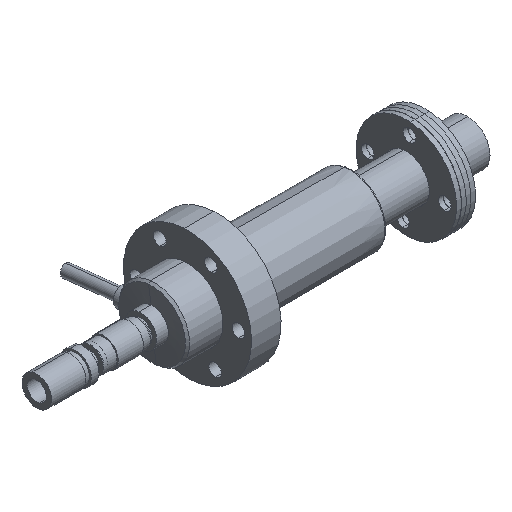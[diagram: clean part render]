
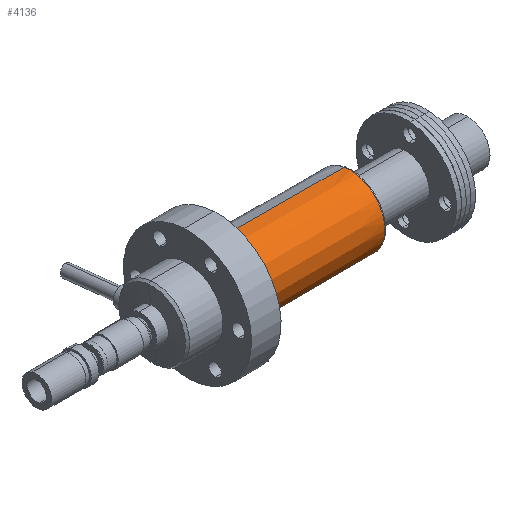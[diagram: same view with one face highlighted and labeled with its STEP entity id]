
A CAD part, isometric view. The second image highlights one B-rep face of the part: STEP entity #4136.
In plain terms, the highlighted conical face has half-angle 0.24 degrees and reference radius 110.755 mm.
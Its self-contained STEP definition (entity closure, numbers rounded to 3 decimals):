
#434 = VERTEX_POINT ( 'NONE', #7170 ) ;
#570 = ORIENTED_EDGE ( 'NONE', *, *, #2323, .F. ) ;
#621 = AXIS2_PLACEMENT_3D ( 'NONE', #3816, #8992, #1070 ) ;
#993 = CARTESIAN_POINT ( 'NONE',  ( 1057.492, 312., -110.755 ) ) ;
#1070 = DIRECTION ( 'NONE',  ( 0., 0., 1. ) ) ;
#1250 = EDGE_CURVE ( 'NONE', #2205, #8442, #4362, .T. ) ;
#2054 = VECTOR ( 'NONE', #4488, 1000. ) ;
#2205 = VERTEX_POINT ( 'NONE', #9836 ) ;
#2323 = EDGE_CURVE ( 'NONE', #10127, #434, #6574, .T. ) ;
#2404 = VECTOR ( 'NONE', #3761, 1000. ) ;
#2590 = ORIENTED_EDGE ( 'NONE', *, *, #1250, .T. ) ;
#3071 = AXIS2_PLACEMENT_3D ( 'NONE', #9307, #3912, #10919 ) ;
#3421 = ORIENTED_EDGE ( 'NONE', *, *, #10952, .T. ) ;
#3761 = DIRECTION ( 'NONE',  ( -1., 0., 0.004 ) ) ;
#3816 = CARTESIAN_POINT ( 'NONE',  ( 1057.492, 312., 0. ) ) ;
#3912 = DIRECTION ( 'NONE',  ( -1., 0., 0. ) ) ;
#4136 = ADVANCED_FACE ( 'NONE', ( #5614 ), #5028, .T. ) ;
#4362 = CIRCLE ( 'NONE', #6760, 110.755 ) ;
#4488 = DIRECTION ( 'NONE',  ( -1., 0., -0.004 ) ) ;
#5028 = CONICAL_SURFACE ( 'NONE', #621, 110.755, 0.004 ) ;
#5175 = CARTESIAN_POINT ( 'NONE',  ( 614.658, 312., -112.61 ) ) ;
#5197 = CARTESIAN_POINT ( 'NONE',  ( 1057.492, 312., 0. ) ) ;
#5614 = FACE_OUTER_BOUND ( 'NONE', #7581, .T. ) ;
#6574 = CIRCLE ( 'NONE', #3071, 112.61 ) ;
#6760 = AXIS2_PLACEMENT_3D ( 'NONE', #5197, #8697, #7829 ) ;
#6916 = LINE ( 'NONE', #993, #2054 ) ;
#7056 = ORIENTED_EDGE ( 'NONE', *, *, #7666, .F. ) ;
#7170 = CARTESIAN_POINT ( 'NONE',  ( 614.658, 312., 112.61 ) ) ;
#7581 = EDGE_LOOP ( 'NONE', ( #7056, #2590, #3421, #570 ) ) ;
#7640 = CARTESIAN_POINT ( 'NONE',  ( 1057.492, 312., 110.755 ) ) ;
#7666 = EDGE_CURVE ( 'NONE', #2205, #10127, #6916, .T. ) ;
#7829 = DIRECTION ( 'NONE',  ( 0., 0., 1. ) ) ;
#8442 = VERTEX_POINT ( 'NONE', #7640 ) ;
#8697 = DIRECTION ( 'NONE',  ( -1., 0., 0. ) ) ;
#8884 = LINE ( 'NONE', #9915, #2404 ) ;
#8992 = DIRECTION ( 'NONE',  ( -1., 0., 0. ) ) ;
#9307 = CARTESIAN_POINT ( 'NONE',  ( 614.658, 312., 0. ) ) ;
#9836 = CARTESIAN_POINT ( 'NONE',  ( 1057.492, 312., -110.755 ) ) ;
#9915 = CARTESIAN_POINT ( 'NONE',  ( 1057.492, 312., 110.755 ) ) ;
#10127 = VERTEX_POINT ( 'NONE', #5175 ) ;
#10919 = DIRECTION ( 'NONE',  ( 0., 0., 1. ) ) ;
#10952 = EDGE_CURVE ( 'NONE', #8442, #434, #8884, .T. ) ;
